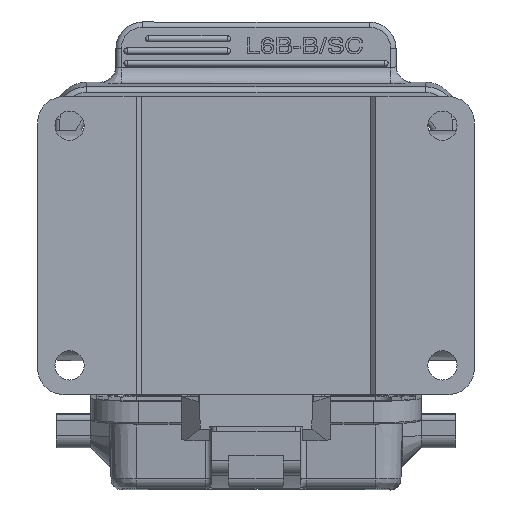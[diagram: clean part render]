
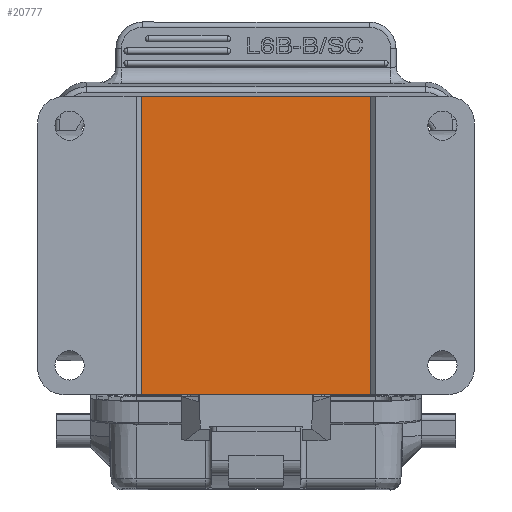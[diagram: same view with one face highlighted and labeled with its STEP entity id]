
A CAD part, front view. The second image highlights one B-rep face of the part: STEP entity #20777.
In plain terms, the highlighted planar face has unit normal (0, -1, 0).
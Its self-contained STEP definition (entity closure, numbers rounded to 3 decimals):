
#1034=DIRECTION('',(1.,0.,0.));
#1035=VECTOR('',#1034,43.);
#1036=CARTESIAN_POINT('',(20.5,1.,
-69.972));
#1037=LINE('',#1036,#1035);
#1395=DIRECTION('',(-1.,0.,0.));
#1396=VECTOR('',#1395,43.);
#1397=CARTESIAN_POINT('',(63.5,1.,
-13.972));
#1398=LINE('',#1397,#1396);
#1445=DIRECTION('',(0.,0.,1.));
#1446=VECTOR('',#1445,56.);
#1447=CARTESIAN_POINT('',(63.5,1.,
-69.972));
#1448=LINE('',#1447,#1446);
#1449=DIRECTION('',(0.,0.,1.));
#1450=VECTOR('',#1449,56.);
#1451=CARTESIAN_POINT('',(20.5,1.,
-69.972));
#1452=LINE('',#1451,#1450);
#16830=CARTESIAN_POINT('',(20.5,1.,
-69.972));
#16831=VERTEX_POINT('',#16830);
#16832=CARTESIAN_POINT('',(63.5,1.,
-69.972));
#16833=VERTEX_POINT('',#16832);
#16912=CARTESIAN_POINT('',(63.5,1.,
-13.972));
#16913=VERTEX_POINT('',#16912);
#16914=CARTESIAN_POINT('',(20.5,1.,
-13.972));
#16915=VERTEX_POINT('',#16914);
#20765=CARTESIAN_POINT('',(42.,1.,-41.972));
#20766=DIRECTION('',(0.,1.,0.));
#20767=DIRECTION('',(0.,0.,1.));
#20768=AXIS2_PLACEMENT_3D('',#20765,#20766,#20767);
#20769=PLANE('',#20768);
#20770=ORIENTED_EDGE('',*,*,#20091,.F.);
#20772=ORIENTED_EDGE('',*,*,#20771,.T.);
#20773=ORIENTED_EDGE('',*,*,#20701,.F.);
#20774=ORIENTED_EDGE('',*,*,#20757,.F.);
#20775=EDGE_LOOP('',(#20770,#20772,#20773,#20774));
#20776=FACE_OUTER_BOUND('',#20775,.F.);
#20091=EDGE_CURVE('',#16831,#16833,#1037,.T.);
#20701=EDGE_CURVE('',#16913,#16915,#1398,.T.);
#20757=EDGE_CURVE('',#16833,#16913,#1448,.T.);
#20771=EDGE_CURVE('',#16831,#16915,#1452,.T.);
#20777=ADVANCED_FACE('',(#20776),#20769,.F.);
